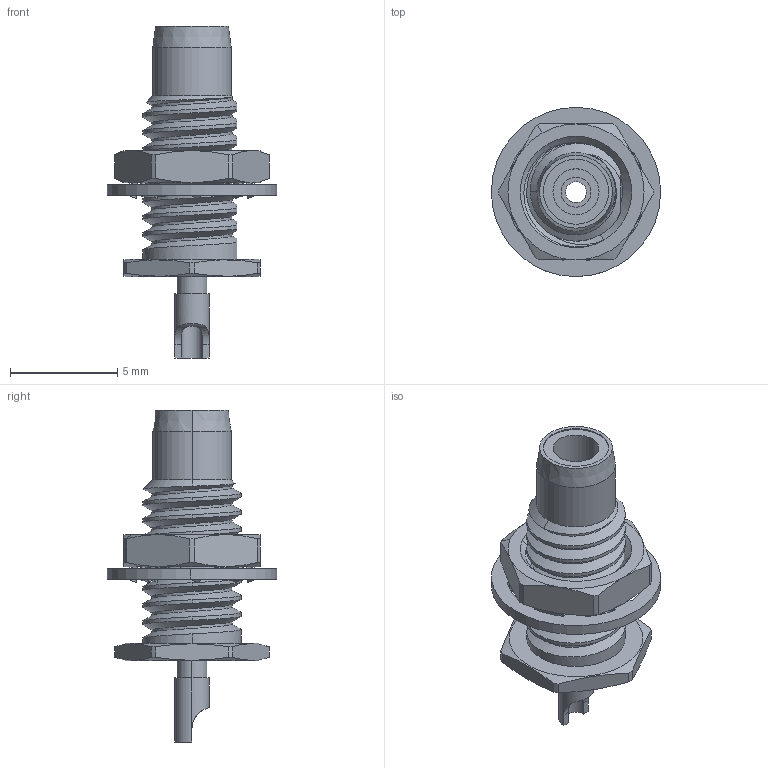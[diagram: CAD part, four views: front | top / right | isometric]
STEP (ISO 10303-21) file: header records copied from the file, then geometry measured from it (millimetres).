
FILE_DESCRIPTION (( 'STEP AP214' ), '1' );
FILE_NAME ('34-350-D3.STEP', '2025-06-16T09:42:58', ( '' ), ( '' ), 'SwSTEP 2.0', 'SolidWorks 2025', '' );
FILE_SCHEMA (( 'AUTOMOTIVE_DESIGN' ));
Length unit declared in the file: millimetre
Products named in the file (1): 34-350-D3
Bounding box: 7.9 x 7.9 x 15.5 mm (x, y, z)
Surface area: 529.8 mm2 (no closed solid volume)
Topology: 0 solids, 7 shells, 195 faces, 563 edges, 358 vertices
Faces by surface type: cylinder 79, plane 56, cone 30, bspline 30
Entity records: 9203 total; most frequent: CARTESIAN_POINT 4428, ORIENTED_EDGE 1023, DIRECTION 913, EDGE_CURVE 562, VERTEX_POINT 358, AXIS2_PLACEMENT_3D 330, LINE 253, VECTOR 253
